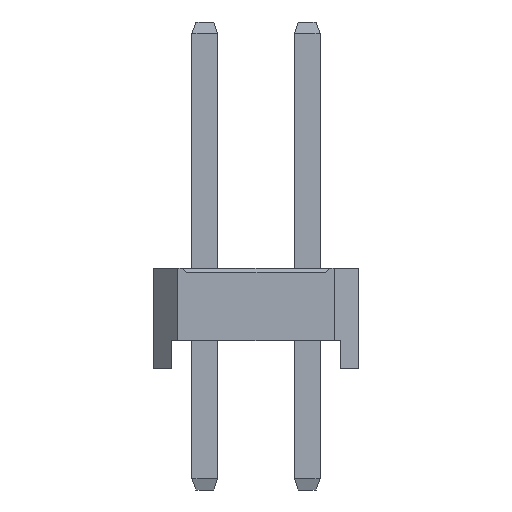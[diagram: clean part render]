
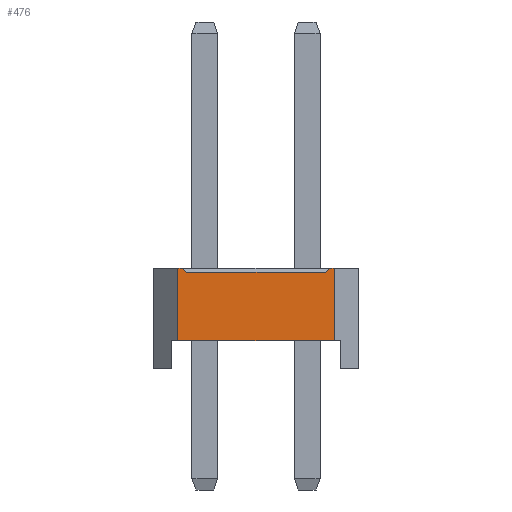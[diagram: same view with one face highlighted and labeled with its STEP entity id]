
A CAD part, left-side view. The second image highlights one B-rep face of the part: STEP entity #476.
In plain terms, the highlighted planar face has unit normal (-1, 0, 0).
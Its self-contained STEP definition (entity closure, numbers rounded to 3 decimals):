
#476=ADVANCED_FACE('',(#1850),#1852,.T.);
#1850=FACE_BOUND('',#1851,.T.);
#1851=EDGE_LOOP('',(#2945,#2946,#2947,#2948,#2949,#2950,#2951,#2952));
#1852=PLANE('',#1853);
#1853=AXIS2_PLACEMENT_3D('',#1854,#1855,#1856);
#1854=CARTESIAN_POINT('',(-1.27,3.21,0.));
#1855=DIRECTION('',(-1.,0.,0.));
#1856=DIRECTION('',(0.,-1.,0.));
#2945=ORIENTED_EDGE('',*,*,#3614,.F.);
#2946=ORIENTED_EDGE('',*,*,#3615,.T.);
#2947=ORIENTED_EDGE('',*,*,#3616,.F.);
#2948=ORIENTED_EDGE('',*,*,#3464,.F.);
#2949=ORIENTED_EDGE('',*,*,#3617,.F.);
#2950=ORIENTED_EDGE('',*,*,#3422,.T.);
#2951=ORIENTED_EDGE('',*,*,#3613,.T.);
#2952=ORIENTED_EDGE('',*,*,#3468,.F.);
#3422=EDGE_CURVE('',#3820,#3818,#3821,.T.);
#3464=EDGE_CURVE('',#3902,#3904,#3905,.T.);
#3468=EDGE_CURVE('',#3910,#3912,#3913,.T.);
#3613=EDGE_CURVE('',#3818,#3912,#4151,.T.);
#3614=EDGE_CURVE('',#4152,#3910,#4153,.F.);
#3615=EDGE_CURVE('',#4152,#4154,#4155,.T.);
#3616=EDGE_CURVE('',#3904,#4154,#4156,.F.);
#3617=EDGE_CURVE('',#3820,#3902,#4157,.T.);
#3818=VERTEX_POINT('',#4466);
#3820=VERTEX_POINT('',#4470);
#3821=LINE('',#4471,#4472);
#3902=VERTEX_POINT('',#4634);
#3904=VERTEX_POINT('',#4638);
#3905=LINE('',#4639,#4640);
#3910=VERTEX_POINT('',#4650);
#3912=VERTEX_POINT('',#4654);
#3913=LINE('',#4655,#4656);
#4151=LINE('',#5183,#5184);
#4152=VERTEX_POINT('',#5186);
#4153=LINE('',#5187,#5188);
#4154=VERTEX_POINT('',#5190);
#4155=LINE('',#5191,#5192);
#4156=LINE('',#5194,#5195);
#4157=LINE('',#5197,#5198);
#4466=CARTESIAN_POINT('',(-1.27,-0.67,0.7));
#4470=CARTESIAN_POINT('',(-1.27,3.21,0.7));
#4471=CARTESIAN_POINT('',(-1.27,3.21,0.7));
#4472=VECTOR('',#4473,1.);
#4473=DIRECTION('',(0.,-1.,0.));
#4634=CARTESIAN_POINT('',(-1.27,3.21,2.5));
#4638=CARTESIAN_POINT('',(-1.27,3.09,2.5));
#4639=CARTESIAN_POINT('',(-1.27,3.21,2.5));
#4640=VECTOR('',#4641,1.);
#4641=DIRECTION('',(0.,-1.,0.));
#4650=CARTESIAN_POINT('',(-1.27,-0.55,2.5));
#4654=CARTESIAN_POINT('',(-1.27,-0.67,2.5));
#4655=CARTESIAN_POINT('',(-1.27,-0.55,2.5));
#4656=VECTOR('',#4657,1.);
#4657=DIRECTION('',(0.,-1.,0.));
#5183=CARTESIAN_POINT('',(-1.27,-0.67,0.7));
#5184=VECTOR('',#5185,1.);
#5185=DIRECTION('',(0.,0.,1.));
#5186=CARTESIAN_POINT('',(-1.27,-0.45,2.4));
#5187=CARTESIAN_POINT('',(-1.27,-0.55,2.5));
#5188=VECTOR('',#5189,1.);
#5189=DIRECTION('',(0.,0.707,-0.707));
#5190=CARTESIAN_POINT('',(-1.27,2.99,2.4));
#5191=CARTESIAN_POINT('',(-1.27,-0.45,2.4));
#5192=VECTOR('',#5193,1.);
#5193=DIRECTION('',(0.,1.,0.));
#5194=CARTESIAN_POINT('',(-1.27,2.99,2.4));
#5195=VECTOR('',#5196,1.);
#5196=DIRECTION('',(0.,0.707,0.707));
#5197=CARTESIAN_POINT('',(-1.27,3.21,0.7));
#5198=VECTOR('',#5199,1.);
#5199=DIRECTION('',(0.,0.,1.));
